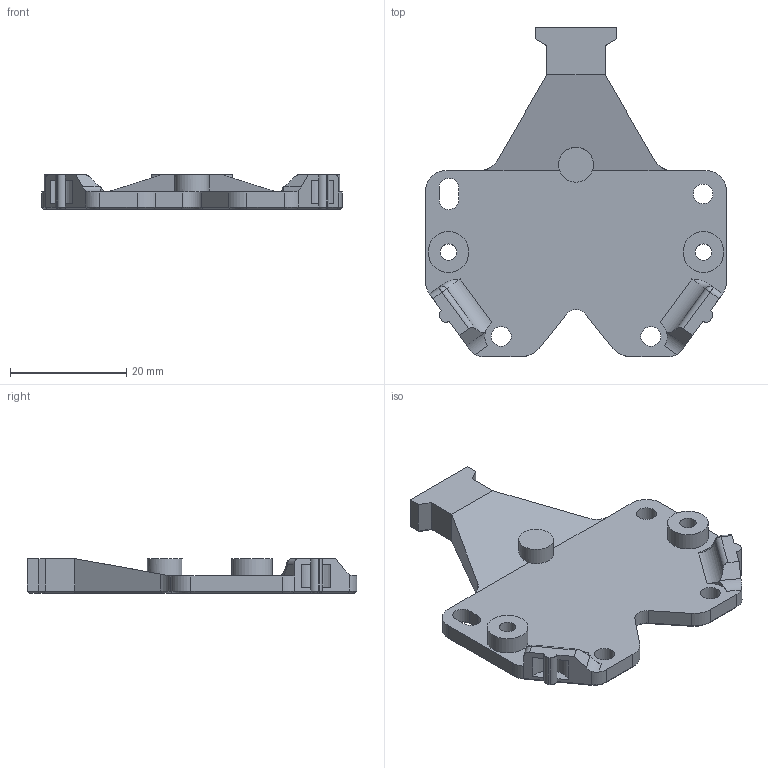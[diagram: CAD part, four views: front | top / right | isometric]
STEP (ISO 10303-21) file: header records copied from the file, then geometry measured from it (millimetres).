
FILE_DESCRIPTION(/* description */ ('STEP AP242','CAx-IF Rec.Pracs.---Representation and Presentation of Product Manufacturing Information (PMI)---4.0---2014-10-13','CAx-IF Rec.Pracs.---3D Tessellated Geometry---0.4---2014-09-14','2;1'),/* implementation_level */ '2;1');
FILE_NAME(/* name */ '63d41edd7899c1190b54db4f',/* time_stamp */ '2023-01-27T18:58:38+00:00',/* author */ (''),/* organization */ (''),/* preprocessor_version */ 'ST-DEVELOPER v18.102',/* originating_system */ ' ',/* authorisation */ ' ');
FILE_SCHEMA (('AP242_MANAGED_MODEL_BASED_3D_ENGINEERING_MIM_LF { 1 0 10303 442 1 1 4 }'));
Length unit declared in the file: metre
Products named in the file (1): Toolhead_PCB_Mount
Bounding box: 51.7 x 56.65 x 6 mm (x, y, z)
Volume: 6606.3 mm3; surface area: 5030.7 mm2
Topology: 1 solids, 1 shells, 132 faces, 331 edges, 197 vertices
Faces by surface type: plane 63, cylinder 41, cone 24, torus 2, sphere 2
Full cylindrical faces by diameter (mm): 2.8 x2, 3.4 x3, 6 x1, 7 x2
Entity records: 3862 total; most frequent: CARTESIAN_POINT 684, DIRECTION 678, ORIENTED_EDGE 630, EDGE_CURVE 315, AXIS2_PLACEMENT_3D 242, VERTEX_POINT 196, LINE 194, VECTOR 194
